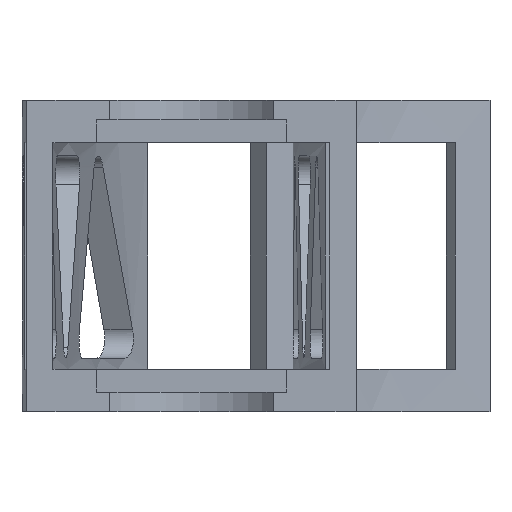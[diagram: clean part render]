
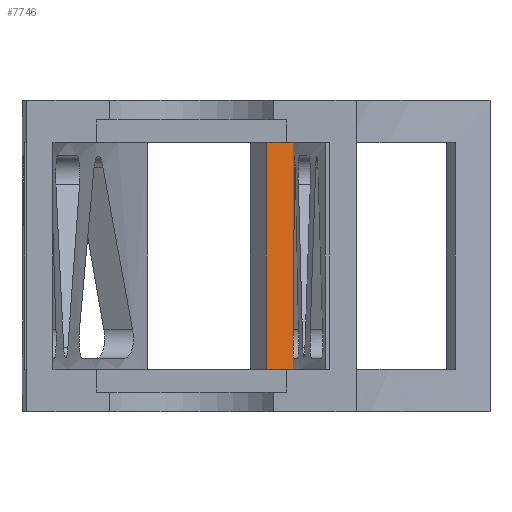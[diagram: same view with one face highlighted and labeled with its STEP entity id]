
A CAD part, left-side view. The second image highlights one B-rep face of the part: STEP entity #7746.
In plain terms, the highlighted planar face has unit normal (-0.731, -0.682, 0).
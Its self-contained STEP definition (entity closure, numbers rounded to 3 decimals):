
#32 = PLANE('',#33);
#33 = AXIS2_PLACEMENT_3D('',#34,#35,#36);
#34 = CARTESIAN_POINT('',(213.407,-15.793,0.));
#35 = DIRECTION('',(0.643,-0.766,0.));
#36 = DIRECTION('',(-0.766,-0.643,0.));
#197 = VERTEX_POINT('',#198);
#198 = CARTESIAN_POINT('',(210.729,-18.041,41.));
#212 = PLANE('',#213);
#213 = AXIS2_PLACEMENT_3D('',#214,#215,#216);
#214 = CARTESIAN_POINT('',(216.84,-24.594,41.));
#215 = DIRECTION('',(0.,0.,1.));
#216 = DIRECTION('',(-0.682,0.731,0.));
#224 = EDGE_CURVE('',#197,#225,#227,.T.);
#225 = VERTEX_POINT('',#226);
#226 = CARTESIAN_POINT('',(210.729,-18.041,6.5));
#227 = SURFACE_CURVE('',#228,(#232,#238),.PCURVE_S1.);
#228 = LINE('',#229,#230);
#229 = CARTESIAN_POINT('',(210.729,-18.041,3.25));
#230 = VECTOR('',#231,1.);
#231 = DIRECTION('',(0.,-0.,-1.));
#232 = PCURVE('',#32,#233);
#233 = DEFINITIONAL_REPRESENTATION('',(#234),#237);
#234 = B_SPLINE_CURVE_WITH_KNOTS('',1,(#235,#236),.UNSPECIFIED.,.F.,.F.,
  (2,2),(-37.75,-3.25),.PIECEWISE_BEZIER_KNOTS.);
#235 = CARTESIAN_POINT('',(3.496,-41.));
#236 = CARTESIAN_POINT('',(3.496,-6.5));
#237 = ( GEOMETRIC_REPRESENTATION_CONTEXT(2) 
PARAMETRIC_REPRESENTATION_CONTEXT() REPRESENTATION_CONTEXT('2D SPACE',''
  ) );
#238 = PCURVE('',#239,#244);
#239 = PLANE('',#240);
#240 = AXIS2_PLACEMENT_3D('',#241,#242,#243);
#241 = CARTESIAN_POINT('',(216.84,-24.594,6.5));
#242 = DIRECTION('',(-0.731,-0.682,0.));
#243 = DIRECTION('',(0.,0.,1.));
#244 = DEFINITIONAL_REPRESENTATION('',(#245),#248);
#245 = B_SPLINE_CURVE_WITH_KNOTS('',1,(#246,#247),.UNSPECIFIED.,.F.,.F.,
  (2,2),(-37.75,-3.25),.PIECEWISE_BEZIER_KNOTS.);
#246 = CARTESIAN_POINT('',(34.5,8.96));
#247 = CARTESIAN_POINT('',(0.,8.96));
#248 = ( GEOMETRIC_REPRESENTATION_CONTEXT(2) 
PARAMETRIC_REPRESENTATION_CONTEXT() REPRESENTATION_CONTEXT('2D SPACE',''
  ) );
#266 = PLANE('',#267);
#267 = AXIS2_PLACEMENT_3D('',#268,#269,#270);
#268 = CARTESIAN_POINT('',(216.84,-24.594,6.5));
#269 = DIRECTION('',(0.,0.,1.));
#270 = DIRECTION('',(-0.682,0.731,0.));
#4380 = PLANE('',#4381);
#4381 = AXIS2_PLACEMENT_3D('',#4382,#4383,#4384);
#4382 = CARTESIAN_POINT('',(210.049,-6.315,6.5));
#4383 = DIRECTION('',(-0.682,0.731,0.));
#4384 = DIRECTION('',(0.,0.,1.));
#5944 = EDGE_CURVE('',#197,#5945,#5947,.T.);
#5945 = VERTEX_POINT('',#5946);
#5946 = CARTESIAN_POINT('',(204.564,-11.43,41.));
#5947 = SURFACE_CURVE('',#5948,(#5952,#5959),.PCURVE_S1.);
#5948 = LINE('',#5949,#5950);
#5949 = CARTESIAN_POINT('',(216.84,-24.594,41.));
#5950 = VECTOR('',#5951,1.);
#5951 = DIRECTION('',(-0.682,0.731,0.));
#5952 = PCURVE('',#212,#5953);
#5953 = DEFINITIONAL_REPRESENTATION('',(#5954),#5958);
#5954 = LINE('',#5955,#5956);
#5955 = CARTESIAN_POINT('',(0.,0.));
#5956 = VECTOR('',#5957,1.);
#5957 = DIRECTION('',(1.,0.));
#5958 = ( GEOMETRIC_REPRESENTATION_CONTEXT(2) 
PARAMETRIC_REPRESENTATION_CONTEXT() REPRESENTATION_CONTEXT('2D SPACE',''
  ) );
#5959 = PCURVE('',#239,#5960);
#5960 = DEFINITIONAL_REPRESENTATION('',(#5961),#5965);
#5961 = LINE('',#5962,#5963);
#5962 = CARTESIAN_POINT('',(34.5,0.));
#5963 = VECTOR('',#5964,1.);
#5964 = DIRECTION('',(0.,1.));
#5965 = ( GEOMETRIC_REPRESENTATION_CONTEXT(2) 
PARAMETRIC_REPRESENTATION_CONTEXT() REPRESENTATION_CONTEXT('2D SPACE',''
  ) );
#7746 = ADVANCED_FACE('',(#7747),#239,.T.);
#7747 = FACE_BOUND('',#7748,.T.);
#7748 = EDGE_LOOP('',(#7749,#7772,#7773,#7774));
#7749 = ORIENTED_EDGE('',*,*,#7750,.F.);
#7750 = EDGE_CURVE('',#225,#7751,#7753,.T.);
#7751 = VERTEX_POINT('',#7752);
#7752 = CARTESIAN_POINT('',(204.564,-11.43,6.5));
#7753 = SURFACE_CURVE('',#7754,(#7758,#7765),.PCURVE_S1.);
#7754 = LINE('',#7755,#7756);
#7755 = CARTESIAN_POINT('',(216.84,-24.594,6.5));
#7756 = VECTOR('',#7757,1.);
#7757 = DIRECTION('',(-0.682,0.731,0.));
#7758 = PCURVE('',#239,#7759);
#7759 = DEFINITIONAL_REPRESENTATION('',(#7760),#7764);
#7760 = LINE('',#7761,#7762);
#7761 = CARTESIAN_POINT('',(0.,0.));
#7762 = VECTOR('',#7763,1.);
#7763 = DIRECTION('',(0.,1.));
#7764 = ( GEOMETRIC_REPRESENTATION_CONTEXT(2) 
PARAMETRIC_REPRESENTATION_CONTEXT() REPRESENTATION_CONTEXT('2D SPACE',''
  ) );
#7765 = PCURVE('',#266,#7766);
#7766 = DEFINITIONAL_REPRESENTATION('',(#7767),#7771);
#7767 = LINE('',#7768,#7769);
#7768 = CARTESIAN_POINT('',(0.,0.));
#7769 = VECTOR('',#7770,1.);
#7770 = DIRECTION('',(1.,0.));
#7771 = ( GEOMETRIC_REPRESENTATION_CONTEXT(2) 
PARAMETRIC_REPRESENTATION_CONTEXT() REPRESENTATION_CONTEXT('2D SPACE',''
  ) );
#7772 = ORIENTED_EDGE('',*,*,#224,.F.);
#7773 = ORIENTED_EDGE('',*,*,#5944,.T.);
#7774 = ORIENTED_EDGE('',*,*,#7775,.T.);
#7775 = EDGE_CURVE('',#5945,#7751,#7776,.T.);
#7776 = SURFACE_CURVE('',#7777,(#7781,#7788),.PCURVE_S1.);
#7777 = LINE('',#7778,#7779);
#7778 = CARTESIAN_POINT('',(204.564,-11.43,6.5));
#7779 = VECTOR('',#7780,1.);
#7780 = DIRECTION('',(-0.,0.,-1.));
#7781 = PCURVE('',#239,#7782);
#7782 = DEFINITIONAL_REPRESENTATION('',(#7783),#7787);
#7783 = LINE('',#7784,#7785);
#7784 = CARTESIAN_POINT('',(0.,18.));
#7785 = VECTOR('',#7786,1.);
#7786 = DIRECTION('',(-1.,0.));
#7787 = ( GEOMETRIC_REPRESENTATION_CONTEXT(2) 
PARAMETRIC_REPRESENTATION_CONTEXT() REPRESENTATION_CONTEXT('2D SPACE',''
  ) );
#7788 = PCURVE('',#4380,#7789);
#7789 = DEFINITIONAL_REPRESENTATION('',(#7790),#7794);
#7790 = LINE('',#7791,#7792);
#7791 = CARTESIAN_POINT('',(0.,-7.5));
#7792 = VECTOR('',#7793,1.);
#7793 = DIRECTION('',(-1.,0.));
#7794 = ( GEOMETRIC_REPRESENTATION_CONTEXT(2) 
PARAMETRIC_REPRESENTATION_CONTEXT() REPRESENTATION_CONTEXT('2D SPACE',''
  ) );
